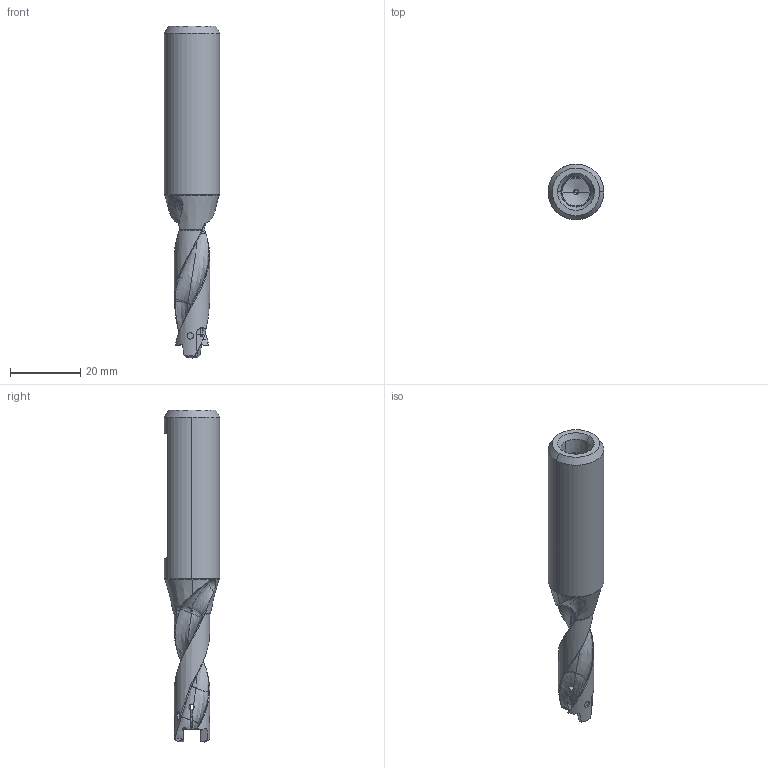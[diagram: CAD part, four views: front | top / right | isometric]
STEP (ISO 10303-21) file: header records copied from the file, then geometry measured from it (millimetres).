
FILE_DESCRIPTION(/* description */ (''),/* implementation_level */ '2;1');
FILE_NAME(/* name */ 'STAWSN0027.stp',/* time_stamp */ '2025-06-11T16:51:33+09:00',/* author */ (''),/* organization */ (''),/* preprocessor_version */ 'ST-DEVELOPER v18.101',/* originating_system */ 'SIEMENS PLM Software NX 2011',/* authorisation */ '');
FILE_SCHEMA (('CONFIG_CONTROL_DESIGN','AP203_CONFIGURATION_CONTROLLED_3D_DESIGN_OF_MECHANICAL_PARTS_AND_ASSEMBLIES_MIM_LF { 1 0 10303 203 3 1 4 }'));
Length unit declared in the file: millimetre
Products named in the file (1): STAWSN0027_ASM
Bounding box: 15.88 x 15.88 x 94.69 mm (x, y, z)
Volume: 9439.9 mm3; surface area: 5747.5 mm2
Topology: 3 solids, 3 shells, 197 faces, 613 edges, 411 vertices
Faces by surface type: cylinder 67, plane 40, cone 36, bspline 26, sphere 22, torus 6
Entity records: 11176 total; most frequent: CARTESIAN_POINT 6192, ORIENTED_EDGE 1192, DIRECTION 790, EDGE_CURVE 596, VERTEX_POINT 407, AXIS2_PLACEMENT_3D 326, B_SPLINE_CURVE_WITH_KNOTS 318, EDGE_LOOP 209
